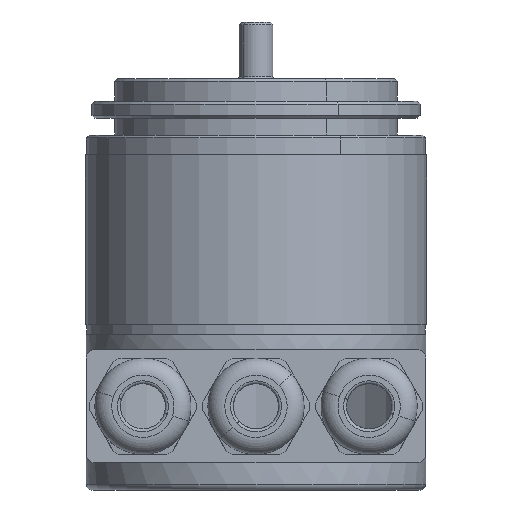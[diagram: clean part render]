
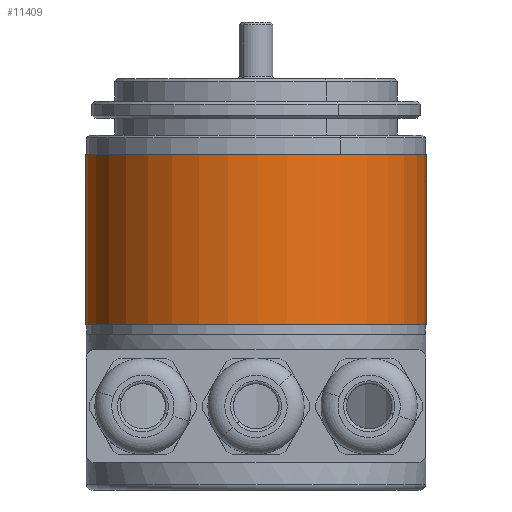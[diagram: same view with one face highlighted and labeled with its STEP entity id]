
A CAD part, front view. The second image highlights one B-rep face of the part: STEP entity #11409.
In plain terms, the highlighted cylindrical face has radius 30.15 mm (diameter 60.3 mm), a partial arc.
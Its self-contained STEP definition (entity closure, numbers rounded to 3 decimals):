
#276 = EDGE_CURVE ( 'NONE', #3510, #8896, #3524, .T. ) ;
#808 = EDGE_LOOP ( 'NONE', ( #4809, #2350, #9594, #1192 ) ) ;
#817 = CYLINDRICAL_SURFACE ( 'NONE', #3451, 30.15 ) ;
#1068 = VERTEX_POINT ( 'NONE', #2304 ) ;
#1192 = ORIENTED_EDGE ( 'NONE', *, *, #9424, .T. ) ;
#1331 = DIRECTION ( 'NONE',  ( 1., 0.009, 0. ) ) ;
#1440 = AXIS2_PLACEMENT_3D ( 'NONE', #2600, #3638, #9988 ) ;
#1652 = CARTESIAN_POINT ( 'NONE',  ( 30.149, 0.271, 29.25 ) ) ;
#2080 = EDGE_CURVE ( 'NONE', #3510, #1068, #6257, .T. ) ;
#2304 = CARTESIAN_POINT ( 'NONE',  ( 30.149, 0.271, 59.25 ) ) ;
#2350 = ORIENTED_EDGE ( 'NONE', *, *, #2080, .F. ) ;
#2600 = CARTESIAN_POINT ( 'NONE',  ( 0., 0., 29.25 ) ) ;
#2927 = DIRECTION ( 'NONE',  ( 0., 0., -1. ) ) ;
#3451 = AXIS2_PLACEMENT_3D ( 'NONE', #4448, #9080, #7248 ) ;
#3510 = VERTEX_POINT ( 'NONE', #6948 ) ;
#3524 = LINE ( 'NONE', #4268, #11394 ) ;
#3638 = DIRECTION ( 'NONE',  ( 0., 0., 1. ) ) ;
#3938 = LINE ( 'NONE', #7550, #7530 ) ;
#4268 = CARTESIAN_POINT ( 'NONE',  ( -30.149, -0.271, 59.25 ) ) ;
#4448 = CARTESIAN_POINT ( 'NONE',  ( 0., 0., 59.25 ) ) ;
#4509 = CIRCLE ( 'NONE', #1440, 30.15 ) ;
#4809 = ORIENTED_EDGE ( 'NONE', *, *, #8985, .F. ) ;
#5976 = CARTESIAN_POINT ( 'NONE',  ( -30.149, -0.271, 29.25 ) ) ;
#6257 = CIRCLE ( 'NONE', #8518, 30.15 ) ;
#6762 = CARTESIAN_POINT ( 'NONE',  ( 0., 0., 59.25 ) ) ;
#6948 = CARTESIAN_POINT ( 'NONE',  ( -30.149, -0.271, 59.25 ) ) ;
#7248 = DIRECTION ( 'NONE',  ( -1., -0.009, 0. ) ) ;
#7530 = VECTOR ( 'NONE', #2927, 1000. ) ;
#7550 = CARTESIAN_POINT ( 'NONE',  ( 30.149, 0.271, 59.25 ) ) ;
#7759 = DIRECTION ( 'NONE',  ( 0., 0., 1. ) ) ;
#8518 = AXIS2_PLACEMENT_3D ( 'NONE', #6762, #7759, #1331 ) ;
#8896 = VERTEX_POINT ( 'NONE', #5976 ) ;
#8985 = EDGE_CURVE ( 'NONE', #1068, #9132, #3938, .T. ) ;
#9080 = DIRECTION ( 'NONE',  ( 0., 0., -1. ) ) ;
#9132 = VERTEX_POINT ( 'NONE', #1652 ) ;
#9424 = EDGE_CURVE ( 'NONE', #8896, #9132, #4509, .T. ) ;
#9594 = ORIENTED_EDGE ( 'NONE', *, *, #276, .T. ) ;
#9826 = DIRECTION ( 'NONE',  ( 0., 0., -1. ) ) ;
#9931 = FACE_OUTER_BOUND ( 'NONE', #808, .T. ) ;
#9988 = DIRECTION ( 'NONE',  ( 1., 0.009, 0. ) ) ;
#11394 = VECTOR ( 'NONE', #9826, 1000. ) ;
#11409 = ADVANCED_FACE ( 'NONE', ( #9931 ), #817, .T. ) ;
